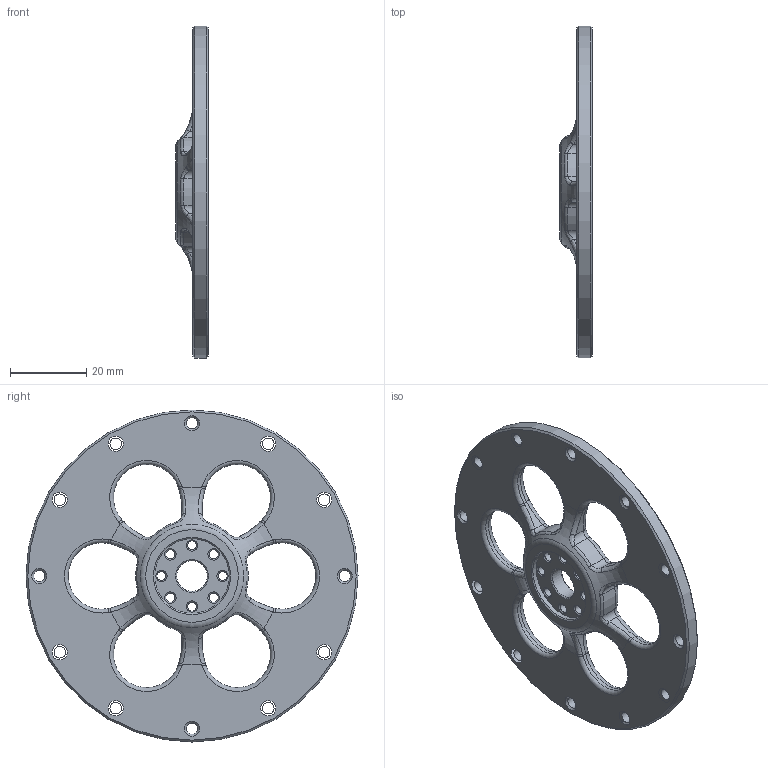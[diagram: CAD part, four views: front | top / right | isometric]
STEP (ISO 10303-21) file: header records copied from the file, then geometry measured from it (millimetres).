
FILE_DESCRIPTION(/* description */ (''),/* implementation_level */ '2;1');
FILE_NAME(/* name */ '',/* time_stamp */ '2025-03-13T19:49:39+03:00',/* author */ ('Edward_Higgins'),/* organization */ (''),/* preprocessor_version */ 'ST-DEVELOPER v20',/* originating_system */ 'Autodesk Inventor 2025',/* authorisation */ '');
FILE_SCHEMA (('AUTOMOTIVE_DESIGN { 1 0 10303 214 3 1 1 }'));
Length unit declared in the file: millimetre
Products named in the file (1): Колесо
Bounding box: 8.5 x 87 x 87 mm (x, y, z)
Volume: 17996 mm3; surface area: 11646.2 mm2
Topology: 1 solids, 1 shells, 197 faces, 488 edges, 290 vertices
Faces by surface type: torus 62, cylinder 59, cone 47, bspline 24, plane 5
Full cylindrical faces by diameter (mm): 2.4 x8, 3 x12, 8.1 x1, 19.6 x1, 87 x1
Entity records: 6708 total; most frequent: CARTESIAN_POINT 1793, DIRECTION 1122, ORIENTED_EDGE 976, AXIS2_PLACEMENT_3D 508, EDGE_CURVE 488, CIRCLE 334, VERTEX_POINT 290, EDGE_LOOP 248
